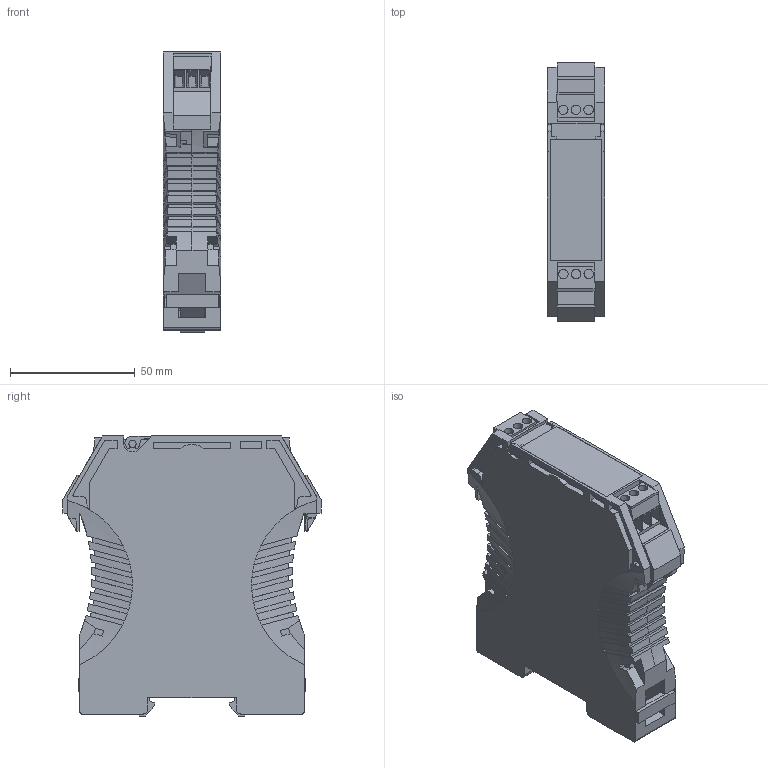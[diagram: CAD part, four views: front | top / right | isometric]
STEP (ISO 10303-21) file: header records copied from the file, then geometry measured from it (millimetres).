
FILE_DESCRIPTION(('CATIA V5 STEP Exchange','CAx-IF Rec.Pracs.--- Model Styling and Organization---1.4--- 2014-01-23'),'2;1');
FILE_NAME ('032304-2_0', '2022-11-22T08:37:21+00:00', ('none'), ('Weidmueller'), 'CATIA Version 5-6 Release 2016 SP3 HF44', 'CATIA V5 STEP AP214', 'none');
FILE_SCHEMA(('AUTOMOTIVE_DESIGN { 1 0 10303 214 1 1 1 1 }'));
Length unit declared in the file: millimetre
Products named in the file (1): S3D_WAVEFILTER_6A_10A
Bounding box: 23 x 103.6 x 112.38 mm (x, y, z)
Volume: 206151.9 mm3; surface area: 46555.4 mm2
Topology: 5 solids, 5 shells, 751 faces, 2220 edges, 1497 vertices
Faces by surface type: plane 503, cylinder 172, revolution 60, extrusion 12, torus 2, bspline 2
Entity records: 25303 total; most frequent: CARTESIAN_POINT 6499, ORIENTED_EDGE 4440, DIRECTION 2857, EDGE_CURVE 2220, VECTOR 1532, LINE 1520, VERTEX_POINT 1497, AXIS2_PLACEMENT_3D 791
